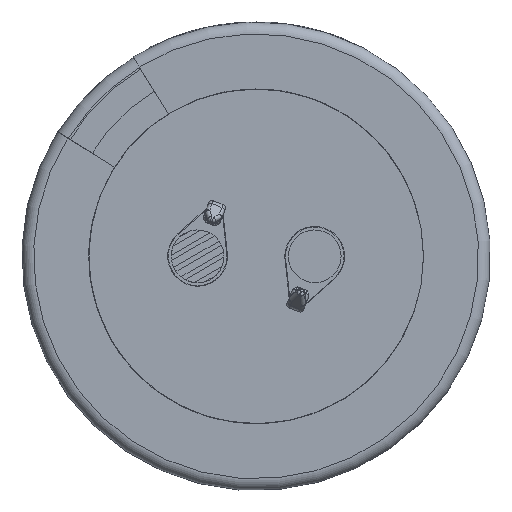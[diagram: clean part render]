
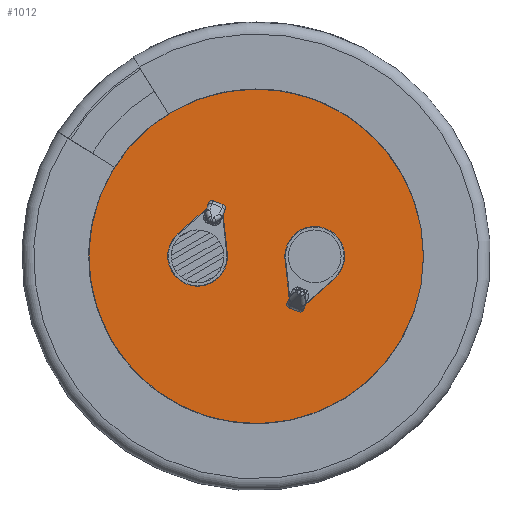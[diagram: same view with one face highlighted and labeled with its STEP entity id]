
A CAD part, front view. The second image highlights one B-rep face of the part: STEP entity #1012.
In plain terms, the highlighted planar face has unit normal (0, -1, 0).
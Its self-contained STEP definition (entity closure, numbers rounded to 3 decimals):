
#1012 = ADVANCED_FACE( '', ( #2484, #2485, #2486 ), #2487, .T. );
#2484 = FACE_OUTER_BOUND( '', #5274, .T. );
#2485 = FACE_BOUND( '', #5275, .T. );
#2486 = FACE_BOUND( '', #5276, .T. );
#2487 = PLANE( '', #5277 );
#5274 = EDGE_LOOP( '', ( #9961 ) );
#5275 = EDGE_LOOP( '', ( #9962, #9963, #9964, #9965 ) );
#5276 = EDGE_LOOP( '', ( #9966, #9967, #9968, #9969 ) );
#5277 = AXIS2_PLACEMENT_3D( '', #9970, #9971, #9972 );
#9961 = ORIENTED_EDGE( '', *, *, #14273, .T. );
#9962 = ORIENTED_EDGE( '', *, *, #13722, .F. );
#9963 = ORIENTED_EDGE( '', *, *, #14274, .F. );
#9964 = ORIENTED_EDGE( '', *, *, #14257, .F. );
#9965 = ORIENTED_EDGE( '', *, *, #14275, .F. );
#9966 = ORIENTED_EDGE( '', *, *, #14276, .T. );
#9967 = ORIENTED_EDGE( '', *, *, #14277, .T. );
#9968 = ORIENTED_EDGE( '', *, *, #14278, .T. );
#9969 = ORIENTED_EDGE( '', *, *, #14279, .T. );
#9970 = CARTESIAN_POINT( '', ( 0., 0., 0. ) );
#9971 = DIRECTION( '', ( 0., -1., 0. ) );
#9972 = DIRECTION( '', ( 0., 0., -1. ) );
#13722 = EDGE_CURVE( '', #16232, #16233, #16234, .T. );
#14257 = EDGE_CURVE( '', #17032, #17033, #17034, .T. );
#14273 = EDGE_CURVE( '', #17057, #17057, #17058, .T. );
#14274 = EDGE_CURVE( '', #17033, #16232, #17059, .T. );
#14275 = EDGE_CURVE( '', #16233, #17032, #17060, .T. );
#14276 = EDGE_CURVE( '', #17061, #17062, #17063, .T. );
#14277 = EDGE_CURVE( '', #17062, #17064, #17065, .T. );
#14278 = EDGE_CURVE( '', #17064, #17066, #17067, .T. );
#14279 = EDGE_CURVE( '', #17066, #17061, #17068, .T. );
#16232 = VERTEX_POINT( '', #20763 );
#16233 = VERTEX_POINT( '', #20764 );
#16234 = LINE( '', #20765, #20766 );
#17032 = VERTEX_POINT( '', #22756 );
#17033 = VERTEX_POINT( '', #22757 );
#17034 = LINE( '', #22758, #22759 );
#17057 = VERTEX_POINT( '', #22799 );
#17058 = CIRCLE( '', #22800, 16.571 );
#17059 = LINE( '', #22801, #22802 );
#17060 = CIRCLE( '', #22803, 2.55 );
#17061 = VERTEX_POINT( '', #22804 );
#17062 = VERTEX_POINT( '', #22805 );
#17063 = LINE( '', #22806, #22807 );
#17064 = VERTEX_POINT( '', #22808 );
#17065 = LINE( '', #22809, #22810 );
#17066 = VERTEX_POINT( '', #22811 );
#17067 = LINE( '', #22812, #22813 );
#17068 = CIRCLE( '', #22814, 2.55 );
#20763 = CARTESIAN_POINT( '', ( -4.27, 0., 4.059 ) );
#20764 = CARTESIAN_POINT( '', ( -6.694, 0., 1.906 ) );
#20765 = CARTESIAN_POINT( '', ( -4.27, 0., 4.059 ) );
#20766 = VECTOR( '', #25426, 1000. );
#22756 = CARTESIAN_POINT( '', ( -2.465, 0., 0.274 ) );
#22757 = CARTESIAN_POINT( '', ( -2.814, 0., 3.497 ) );
#22758 = CARTESIAN_POINT( '', ( -2.465, 0., 0.274 ) );
#22759 = VECTOR( '', #25592, 1000. );
#22799 = CARTESIAN_POINT( '', ( 0., 0., -16.571 ) );
#22800 = AXIS2_PLACEMENT_3D( '', #25596, #25597, #25598 );
#22801 = CARTESIAN_POINT( '', ( -2.814, 0., 3.497 ) );
#22802 = VECTOR( '', #25599, 1000. );
#22803 = AXIS2_PLACEMENT_3D( '', #25600, #25601, #25602 );
#22804 = CARTESIAN_POINT( '', ( 6.694, 0., -1.906 ) );
#22805 = CARTESIAN_POINT( '', ( 4.27, 0., -4.059 ) );
#22806 = CARTESIAN_POINT( '', ( 6.694, 0., -1.906 ) );
#22807 = VECTOR( '', #25603, 1000. );
#22808 = CARTESIAN_POINT( '', ( 2.814, 0., -3.497 ) );
#22809 = CARTESIAN_POINT( '', ( 4.27, 0., -4.059 ) );
#22810 = VECTOR( '', #25604, 1000. );
#22811 = CARTESIAN_POINT( '', ( 2.465, 0., -0.274 ) );
#22812 = CARTESIAN_POINT( '', ( 2.814, 0., -3.497 ) );
#22813 = VECTOR( '', #25605, 1000. );
#22814 = AXIS2_PLACEMENT_3D( '', #25606, #25607, #25608 );
#25426 = DIRECTION( '', ( -0.748, 0., -0.664 ) );
#25592 = DIRECTION( '', ( -0.108, 0., 0.994 ) );
#25596 = CARTESIAN_POINT( '', ( 0., 0., 0. ) );
#25597 = DIRECTION( '', ( 0., -1., 0. ) );
#25598 = DIRECTION( '', ( 0., 0., -1. ) );
#25599 = DIRECTION( '', ( -0.933, 0., 0.36 ) );
#25600 = CARTESIAN_POINT( '', ( -5., 0., 0. ) );
#25601 = DIRECTION( '', ( 0., -1., 0. ) );
#25602 = DIRECTION( '', ( 0., 0., 1. ) );
#25603 = DIRECTION( '', ( -0.748, 0., -0.664 ) );
#25604 = DIRECTION( '', ( -0.933, 0., 0.36 ) );
#25605 = DIRECTION( '', ( -0.108, 0., 0.994 ) );
#25606 = CARTESIAN_POINT( '', ( 5., 0., 0. ) );
#25607 = DIRECTION( '', ( 0., 1., 0. ) );
#25608 = DIRECTION( '', ( 0., 0., -1. ) );
